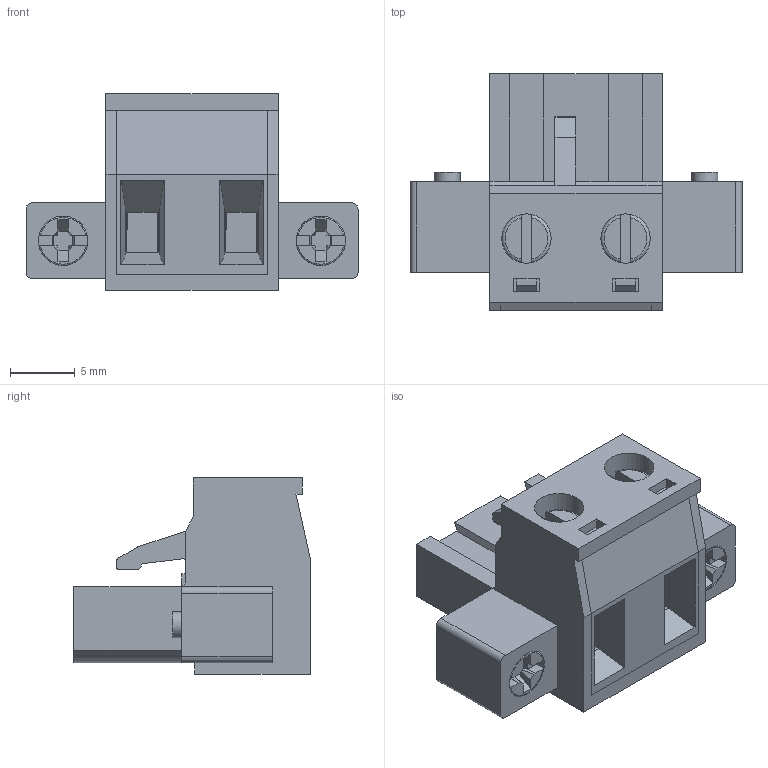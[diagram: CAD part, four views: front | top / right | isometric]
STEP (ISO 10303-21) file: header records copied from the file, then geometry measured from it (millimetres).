
FILE_DESCRIPTION( ( 'Unknown' ), '1' );
FILE_NAME( '691340400002.stp', 'Unknown', ( 'Unknown' ), ( 'Unknown' ), 'PSStep 18.0.17', 'Unknown', ' ' );
FILE_SCHEMA( ( 'AUTOMOTIVE_DESIGN { 1 0 10303 214 1 1 1 1 }' ) );
Length unit declared in the file: millimetre
Products named in the file (7): Assem1; 691340400002; 6913404000xx_CAGE; 6913404000xx_PIN; 6913404000xx_VIS; 6913404000xx_VIS Flange; 691340400002_CAPOT
Assembly tree (10 placements, depth 2):
  Assem1
    691340400002
    6913404000xx_CAGE  x2
    6913404000xx_PIN  x2
    6913404000xx_VIS  x2
    6913404000xx_VIS Flange  x2
    691340400002_CAPOT
Bounding box: 25.54 x 18.2 x 15.1 mm (x, y, z)
Volume: 2060.4 mm3; surface area: 4534.2 mm2
Topology: 10 solids, 10 shells, 571 faces, 1549 edges, 1014 vertices
Faces by surface type: plane 430, cylinder 123, torus 12, cone 6
Full cylindrical faces by diameter (mm): 1.5 x2, 2 x2, 2.2 x2, 2.4 x2, 2.5 x4, 2.9 x2, 2.95 x2, 3 x2, 3.8 x8
Entity records: 16207 total; most frequent: CARTESIAN_POINT 2344, ORIENTED_EDGE 2166, DIRECTION 2083, EDGE_CURVE 1083, LINE 901, VECTOR 901, VERTEX_POINT 720, AXIS2_PLACEMENT_3D 591
